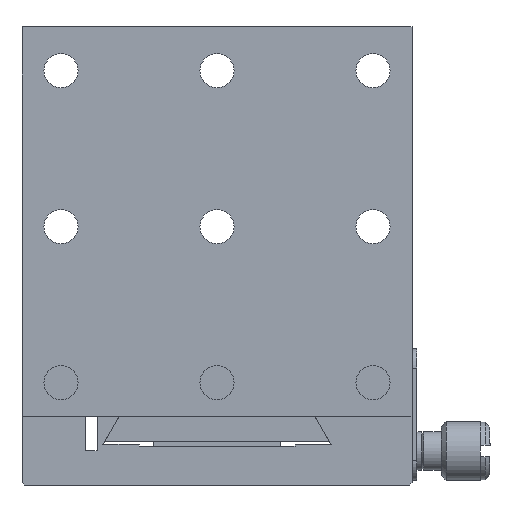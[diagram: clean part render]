
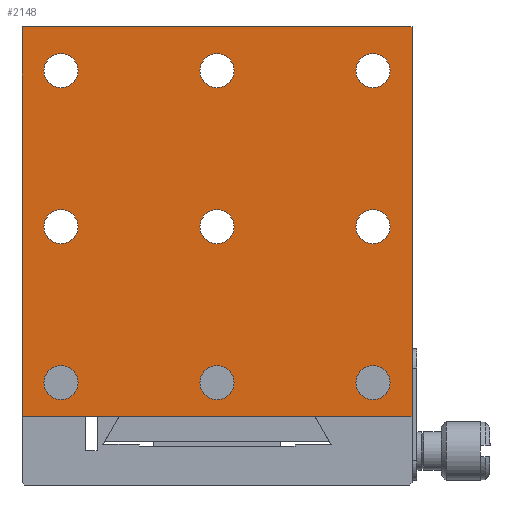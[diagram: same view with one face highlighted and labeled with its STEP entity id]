
A CAD part, front view. The second image highlights one B-rep face of the part: STEP entity #2148.
In plain terms, the highlighted planar face has unit normal (0, -1, 0).
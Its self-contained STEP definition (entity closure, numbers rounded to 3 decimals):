
#83 = CIRCLE ( 'NONE', #5346, 1.75 ) ;
#159 = DIRECTION ( 'NONE',  ( 0., 0., -1. ) ) ;
#184 = DIRECTION ( 'NONE',  ( 0., 0., -1. ) ) ;
#225 = DIRECTION ( 'NONE',  ( 0., 0., -1. ) ) ;
#250 = ORIENTED_EDGE ( 'NONE', *, *, #6061, .T. ) ;
#261 = CARTESIAN_POINT ( 'NONE',  ( -20., 0., 0. ) ) ;
#311 = VERTEX_POINT ( 'NONE', #4409 ) ;
#363 = CIRCLE ( 'NONE', #1715, 1.75 ) ;
#403 = EDGE_LOOP ( 'NONE', ( #2016 ) ) ;
#449 = FACE_BOUND ( 'NONE', #6700, .T. ) ;
#450 = DIRECTION ( 'NONE',  ( 0., -1., 0. ) ) ;
#462 = VERTEX_POINT ( 'NONE', #6393 ) ;
#485 = PLANE ( 'NONE',  #6669 ) ;
#505 = DIRECTION ( 'NONE',  ( 0., 0., -1. ) ) ;
#516 = VERTEX_POINT ( 'NONE', #6045 ) ;
#552 = CARTESIAN_POINT ( 'NONE',  ( 20., 0., 32. ) ) ;
#560 = AXIS2_PLACEMENT_3D ( 'NONE', #5214, #4646, #1735 ) ;
#586 = AXIS2_PLACEMENT_3D ( 'NONE', #4902, #6048, #225 ) ;
#695 = CARTESIAN_POINT ( 'NONE',  ( 0., 0., 25.75 ) ) ;
#750 = CARTESIAN_POINT ( 'NONE',  ( 20., 0., -8. ) ) ;
#757 = LINE ( 'NONE', #261, #2416 ) ;
#810 = EDGE_CURVE ( 'NONE', #3611, #3611, #4099, .T. ) ;
#1023 = DIRECTION ( 'NONE',  ( 0., 1., 0. ) ) ;
#1053 = CIRCLE ( 'NONE', #3755, 1.75 ) ;
#1059 = EDGE_LOOP ( 'NONE', ( #2347 ) ) ;
#1195 = VECTOR ( 'NONE', #3508, 1000. ) ;
#1230 = CARTESIAN_POINT ( 'NONE',  ( -16., 0., -6.25 ) ) ;
#1301 = CARTESIAN_POINT ( 'NONE',  ( -16., 0., 25.75 ) ) ;
#1309 = CARTESIAN_POINT ( 'NONE',  ( 0., 0., -4.5 ) ) ;
#1329 = ORIENTED_EDGE ( 'NONE', *, *, #7271, .F. ) ;
#1337 = EDGE_CURVE ( 'NONE', #516, #4695, #2821, .T. ) ;
#1358 = ORIENTED_EDGE ( 'NONE', *, *, #810, .F. ) ;
#1643 = CARTESIAN_POINT ( 'NONE',  ( 20., 0., 32. ) ) ;
#1681 = CIRCLE ( 'NONE', #3136, 1.75 ) ;
#1715 = AXIS2_PLACEMENT_3D ( 'NONE', #5663, #450, #2793 ) ;
#1735 = DIRECTION ( 'NONE',  ( 0., 0., -1. ) ) ;
#1804 = AXIS2_PLACEMENT_3D ( 'NONE', #2287, #7520, #4609 ) ;
#1854 = EDGE_CURVE ( 'NONE', #4695, #7182, #757, .T. ) ;
#1901 = EDGE_CURVE ( 'NONE', #311, #311, #1681, .T. ) ;
#1977 = ORIENTED_EDGE ( 'NONE', *, *, #3458, .F. ) ;
#2016 = ORIENTED_EDGE ( 'NONE', *, *, #4614, .F. ) ;
#2148 = ADVANCED_FACE ( 'NONE', ( #2881, #449, #6921, #2187, #4627, #4510, #7425, #5736, #2828, #2756 ), #485, .F. ) ;
#2187 = FACE_BOUND ( 'NONE', #7422, .T. ) ;
#2239 = VERTEX_POINT ( 'NONE', #6359 ) ;
#2287 = CARTESIAN_POINT ( 'NONE',  ( -16., 0., -4.5 ) ) ;
#2347 = ORIENTED_EDGE ( 'NONE', *, *, #5678, .F. ) ;
#2355 = DIRECTION ( 'NONE',  ( 0., 0., -1. ) ) ;
#2416 = VECTOR ( 'NONE', #184, 1000. ) ;
#2498 = VERTEX_POINT ( 'NONE', #4973 ) ;
#2505 = AXIS2_PLACEMENT_3D ( 'NONE', #4912, #2548, #159 ) ;
#2519 = ORIENTED_EDGE ( 'NONE', *, *, #1337, .T. ) ;
#2548 = DIRECTION ( 'NONE',  ( 0., -1., 0. ) ) ;
#2756 = FACE_BOUND ( 'NONE', #7153, .T. ) ;
#2793 = DIRECTION ( 'NONE',  ( 0., 0., -1. ) ) ;
#2821 = LINE ( 'NONE', #552, #1195 ) ;
#2828 = FACE_BOUND ( 'NONE', #403, .T. ) ;
#2881 = FACE_OUTER_BOUND ( 'NONE', #6691, .T. ) ;
#2908 = CIRCLE ( 'NONE', #1804, 1.75 ) ;
#3100 = DIRECTION ( 'NONE',  ( 0., -1., 0. ) ) ;
#3136 = AXIS2_PLACEMENT_3D ( 'NONE', #7163, #3100, #6012 ) ;
#3290 = CARTESIAN_POINT ( 'NONE',  ( -20., 0., -8. ) ) ;
#3348 = ORIENTED_EDGE ( 'NONE', *, *, #5083, .F. ) ;
#3427 = LINE ( 'NONE', #5067, #7431 ) ;
#3458 = EDGE_CURVE ( 'NONE', #2239, #2239, #363, .T. ) ;
#3508 = DIRECTION ( 'NONE',  ( -1., 0., 0. ) ) ;
#3522 = EDGE_LOOP ( 'NONE', ( #1358 ) ) ;
#3602 = VERTEX_POINT ( 'NONE', #1230 ) ;
#3611 = VERTEX_POINT ( 'NONE', #695 ) ;
#3652 = DIRECTION ( 'NONE',  ( 0., -1., 0. ) ) ;
#3673 = LINE ( 'NONE', #750, #7451 ) ;
#3733 = ORIENTED_EDGE ( 'NONE', *, *, #4452, .F. ) ;
#3755 = AXIS2_PLACEMENT_3D ( 'NONE', #1309, #3652, #6745 ) ;
#3875 = CIRCLE ( 'NONE', #560, 1.75 ) ;
#4099 = CIRCLE ( 'NONE', #7150, 1.75 ) ;
#4151 = ORIENTED_EDGE ( 'NONE', *, *, #1854, .T. ) ;
#4205 = DIRECTION ( 'NONE',  ( 1., 0., 0. ) ) ;
#4250 = VERTEX_POINT ( 'NONE', #7122 ) ;
#4342 = EDGE_LOOP ( 'NONE', ( #5929 ) ) ;
#4409 = CARTESIAN_POINT ( 'NONE',  ( 16., 0., -6.25 ) ) ;
#4452 = EDGE_CURVE ( 'NONE', #462, #462, #3875, .T. ) ;
#4510 = FACE_BOUND ( 'NONE', #5960, .T. ) ;
#4609 = DIRECTION ( 'NONE',  ( 0., 0., -1. ) ) ;
#4614 = EDGE_CURVE ( 'NONE', #4250, #4250, #1053, .T. ) ;
#4627 = FACE_BOUND ( 'NONE', #1059, .T. ) ;
#4646 = DIRECTION ( 'NONE',  ( 0., -1., 0. ) ) ;
#4662 = ORIENTED_EDGE ( 'NONE', *, *, #1901, .F. ) ;
#4695 = VERTEX_POINT ( 'NONE', #6372 ) ;
#4697 = CIRCLE ( 'NONE', #2505, 1.75 ) ;
#4741 = CARTESIAN_POINT ( 'NONE',  ( 20., 0., -8. ) ) ;
#4902 = CARTESIAN_POINT ( 'NONE',  ( 0., 0., 11.5 ) ) ;
#4912 = CARTESIAN_POINT ( 'NONE',  ( 16., 0., 27.5 ) ) ;
#4973 = CARTESIAN_POINT ( 'NONE',  ( 0., 0., 9.75 ) ) ;
#5067 = CARTESIAN_POINT ( 'NONE',  ( 20., 0., 0. ) ) ;
#5083 = EDGE_CURVE ( 'NONE', #516, #6153, #3427, .T. ) ;
#5085 = EDGE_CURVE ( 'NONE', #3602, #3602, #2908, .T. ) ;
#5214 = CARTESIAN_POINT ( 'NONE',  ( -16., 0., 11.5 ) ) ;
#5307 = DIRECTION ( 'NONE',  ( 0., -1., 0. ) ) ;
#5346 = AXIS2_PLACEMENT_3D ( 'NONE', #6397, #6939, #2355 ) ;
#5471 = EDGE_CURVE ( 'NONE', #6547, #6547, #83, .T. ) ;
#5589 = VERTEX_POINT ( 'NONE', #5764 ) ;
#5663 = CARTESIAN_POINT ( 'NONE',  ( 16., 0., 11.5 ) ) ;
#5678 = EDGE_CURVE ( 'NONE', #2498, #2498, #6458, .T. ) ;
#5736 = FACE_BOUND ( 'NONE', #6755, .T. ) ;
#5764 = CARTESIAN_POINT ( 'NONE',  ( 16., 0., 25.75 ) ) ;
#5854 = DIRECTION ( 'NONE',  ( 0., 0., -1. ) ) ;
#5928 = CARTESIAN_POINT ( 'NONE',  ( 0., 0., 27.5 ) ) ;
#5929 = ORIENTED_EDGE ( 'NONE', *, *, #5471, .F. ) ;
#5960 = EDGE_LOOP ( 'NONE', ( #1977 ) ) ;
#6012 = DIRECTION ( 'NONE',  ( 0., 0., -1. ) ) ;
#6045 = CARTESIAN_POINT ( 'NONE',  ( 20., 0., 32. ) ) ;
#6048 = DIRECTION ( 'NONE',  ( 0., -1., 0. ) ) ;
#6061 = EDGE_CURVE ( 'NONE', #7182, #6153, #3673, .T. ) ;
#6153 = VERTEX_POINT ( 'NONE', #4741 ) ;
#6254 = ORIENTED_EDGE ( 'NONE', *, *, #5085, .F. ) ;
#6359 = CARTESIAN_POINT ( 'NONE',  ( 16., 0., 9.75 ) ) ;
#6372 = CARTESIAN_POINT ( 'NONE',  ( -20., 0., 32. ) ) ;
#6393 = CARTESIAN_POINT ( 'NONE',  ( -16., 0., 9.75 ) ) ;
#6397 = CARTESIAN_POINT ( 'NONE',  ( -16., 0., 27.5 ) ) ;
#6458 = CIRCLE ( 'NONE', #586, 1.75 ) ;
#6547 = VERTEX_POINT ( 'NONE', #1301 ) ;
#6669 = AXIS2_PLACEMENT_3D ( 'NONE', #1643, #1023, #6880 ) ;
#6691 = EDGE_LOOP ( 'NONE', ( #250, #3348, #2519, #4151 ) ) ;
#6700 = EDGE_LOOP ( 'NONE', ( #1329 ) ) ;
#6745 = DIRECTION ( 'NONE',  ( 0., 0., -1. ) ) ;
#6755 = EDGE_LOOP ( 'NONE', ( #4662 ) ) ;
#6880 = DIRECTION ( 'NONE',  ( 0., 0., 1. ) ) ;
#6921 = FACE_BOUND ( 'NONE', #3522, .T. ) ;
#6939 = DIRECTION ( 'NONE',  ( 0., -1., 0. ) ) ;
#7122 = CARTESIAN_POINT ( 'NONE',  ( 0., 0., -6.25 ) ) ;
#7150 = AXIS2_PLACEMENT_3D ( 'NONE', #5928, #5307, #5854 ) ;
#7153 = EDGE_LOOP ( 'NONE', ( #6254 ) ) ;
#7163 = CARTESIAN_POINT ( 'NONE',  ( 16., 0., -4.5 ) ) ;
#7182 = VERTEX_POINT ( 'NONE', #3290 ) ;
#7271 = EDGE_CURVE ( 'NONE', #5589, #5589, #4697, .T. ) ;
#7422 = EDGE_LOOP ( 'NONE', ( #3733 ) ) ;
#7425 = FACE_BOUND ( 'NONE', #4342, .T. ) ;
#7431 = VECTOR ( 'NONE', #505, 1000. ) ;
#7451 = VECTOR ( 'NONE', #4205, 1000. ) ;
#7520 = DIRECTION ( 'NONE',  ( 0., -1., 0. ) ) ;
